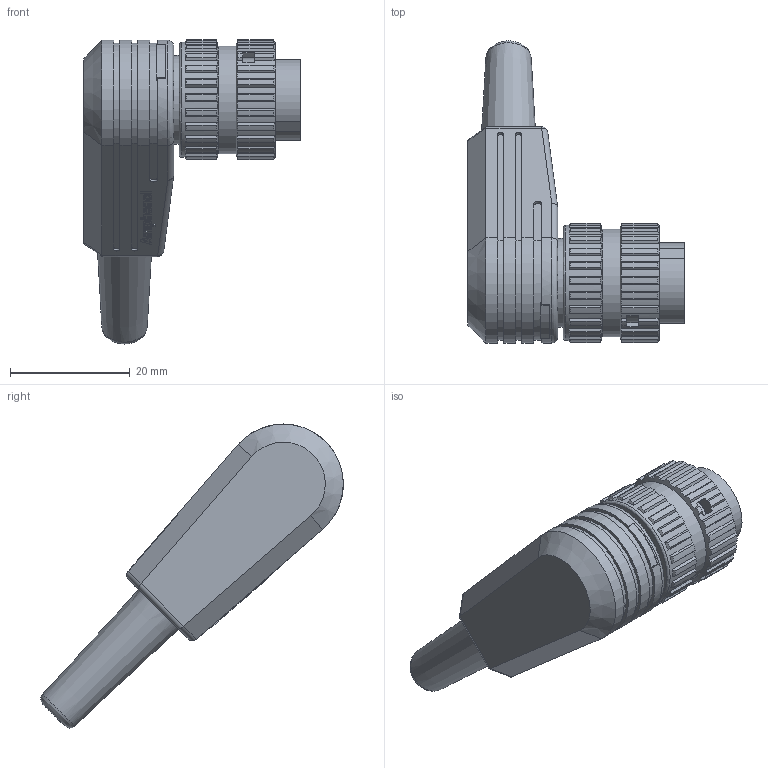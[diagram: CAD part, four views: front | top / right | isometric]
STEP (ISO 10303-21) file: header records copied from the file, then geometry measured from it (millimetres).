
FILE_DESCRIPTION(/* description */ (''),/* implementation_level */ '2;1');
FILE_NAME(/* name */ 'T_3374_055_U.stp',/* time_stamp */ '2018-01-16T11:00:06+01:00',/* author */ (''),/* organization */ (''),/* preprocessor_version */ 'ST-DEVELOPER v16',/* originating_system */ 'SIEMENS PLM Software NX 11.0',/* authorisation */ '');
FILE_SCHEMA (('AUTOMOTIVE_DESIGN { 1 0 10303 214 3 1 1 1 }'));
Length unit declared in the file: millimetre
Products named in the file (1): c3d-t 3374 055 unxm001-01
Bounding box: 36.1 x 50.47 x 50.7 mm (x, y, z)
Volume: 8969.1 mm3; surface area: 12946.7 mm2
Topology: 1 solids, 2 shells, 948 faces, 2708 edges, 1749 vertices
Faces by surface type: plane 549, cylinder 274, cone 74, bspline 38, extrusion 8, torus 5
Full cylindrical faces by diameter (mm): 2 x2, 2.1 x1, 2.2 x2, 2.5 x1, 2.7 x1, 2.8 x3, 3 x1, 5 x2, 8 x1, 10.3 x1, 12.2 x1, 13.1 x1, 13.15 x1, 14.9 x1, 15 x1, 17.1 x1, 18 x1, 19.2 x1
Entity records: 44079 total; most frequent: CARTESIAN_POINT 13358, ORIENTED_EDGE 5252, DIRECTION 4861, EDGE_CURVE 2626, AXIS2_PLACEMENT_3D 1730, VERTEX_POINT 1721, VECTOR 1401, LINE 1393
